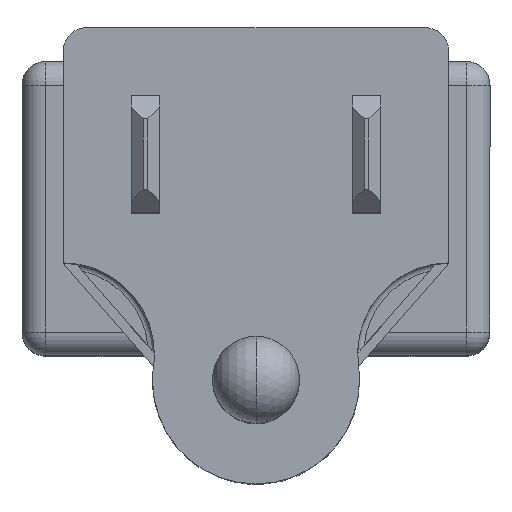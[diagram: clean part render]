
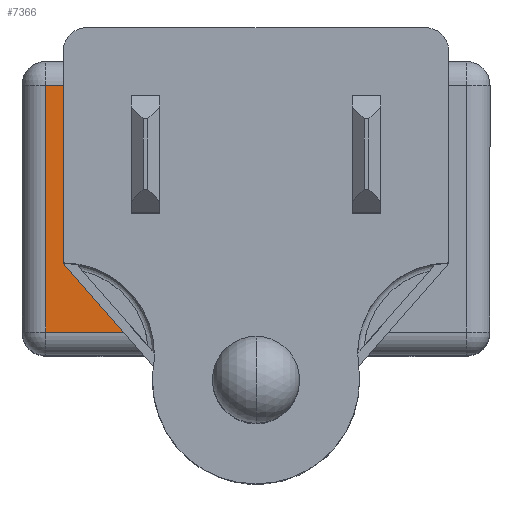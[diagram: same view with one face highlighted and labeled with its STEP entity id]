
A CAD part, top view. The second image highlights one B-rep face of the part: STEP entity #7366.
In plain terms, the highlighted face is planar.
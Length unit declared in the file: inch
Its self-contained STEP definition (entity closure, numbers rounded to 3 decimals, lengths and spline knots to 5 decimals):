
#88 = VERTEX_POINT ( 'NONE', #4997 ) ;
#360 = VERTEX_POINT ( 'NONE', #5495 ) ;
#395 = CARTESIAN_POINT ( 'NONE',  ( -0.4475, -0.2625, -1.52 ) ) ;
#729 = PLANE ( 'NONE',  #8738 ) ;
#780 = CARTESIAN_POINT ( 'NONE',  ( -0.4975, -0.3125, -1.52 ) ) ;
#787 = DIRECTION ( 'NONE',  ( 0., 0., 1. ) ) ;
#855 = EDGE_CURVE ( 'NONE', #6010, #88, #4068, .T. ) ;
#889 = DIRECTION ( 'NONE',  ( 1., 0., 0. ) ) ;
#1315 = ORIENTED_EDGE ( 'NONE', *, *, #855, .T. ) ;
#1418 = DIRECTION ( 'NONE',  ( 1., 0., 0. ) ) ;
#1433 = ORIENTED_EDGE ( 'NONE', *, *, #7524, .T. ) ;
#1534 = CARTESIAN_POINT ( 'NONE',  ( 0., 0.2625, -1.52 ) ) ;
#1538 = CARTESIAN_POINT ( 'NONE',  ( 0.2625, 0., -1.52 ) ) ;
#1829 = DIRECTION ( 'NONE',  ( -1., 0., 0. ) ) ;
#2566 = CARTESIAN_POINT ( 'NONE',  ( 0., 0., -1.52 ) ) ;
#2975 = DIRECTION ( 'NONE',  ( 1., 0., 0. ) ) ;
#4068 = LINE ( 'NONE', #395, #7713 ) ;
#4137 = EDGE_CURVE ( 'NONE', #5821, #88, #7106, .T. ) ;
#4225 = DIRECTION ( 'NONE',  ( 0., 0., -1. ) ) ;
#4309 = EDGE_CURVE ( 'NONE', #5015, #360, #4415, .T. ) ;
#4393 = CIRCLE ( 'NONE', #4928, 0.2625 ) ;
#4415 = LINE ( 'NONE', #4469, #6479 ) ;
#4469 = CARTESIAN_POINT ( 'NONE',  ( 0.4475, 0.2625, -1.52 ) ) ;
#4614 = DIRECTION ( 'NONE',  ( 0., -1., 0. ) ) ;
#4616 = ORIENTED_EDGE ( 'NONE', *, *, #4137, .F. ) ;
#4801 = EDGE_LOOP ( 'NONE', ( #5245, #6342, #1433, #1315, #4616 ) ) ;
#4928 = AXIS2_PLACEMENT_3D ( 'NONE', #2566, #6871, #7329 ) ;
#4980 = CARTESIAN_POINT ( 'NONE',  ( 0.4475, -0.3125, -1.52 ) ) ;
#4997 = CARTESIAN_POINT ( 'NONE',  ( 0., -0.2625, -1.52 ) ) ;
#5015 = VERTEX_POINT ( 'NONE', #1534 ) ;
#5245 = ORIENTED_EDGE ( 'NONE', *, *, #6895, .F. ) ;
#5495 = CARTESIAN_POINT ( 'NONE',  ( 0.4475, 0.2625, -1.52 ) ) ;
#5565 = AXIS2_PLACEMENT_3D ( 'NONE', #7140, #4225, #2975 ) ;
#5821 = VERTEX_POINT ( 'NONE', #1538 ) ;
#6010 = VERTEX_POINT ( 'NONE', #7824 ) ;
#6342 = ORIENTED_EDGE ( 'NONE', *, *, #4309, .T. ) ;
#6479 = VECTOR ( 'NONE', #1418, 39.37008 ) ;
#6852 = LINE ( 'NONE', #4980, #8448 ) ;
#6871 = DIRECTION ( 'NONE',  ( 0., 0., -1. ) ) ;
#6895 = EDGE_CURVE ( 'NONE', #5015, #5821, #4393, .T. ) ;
#7106 = CIRCLE ( 'NONE', #5565, 0.2625 ) ;
#7140 = CARTESIAN_POINT ( 'NONE',  ( 0., 0., -1.52 ) ) ;
#7329 = DIRECTION ( 'NONE',  ( 1., 0., 0. ) ) ;
#7366 = ADVANCED_FACE ( 'NONE', ( #8020 ), #729, .F. ) ;
#7524 = EDGE_CURVE ( 'NONE', #360, #6010, #6852, .T. ) ;
#7713 = VECTOR ( 'NONE', #1829, 39.37008 ) ;
#7824 = CARTESIAN_POINT ( 'NONE',  ( 0.4475, -0.2625, -1.52 ) ) ;
#8020 = FACE_OUTER_BOUND ( 'NONE', #4801, .T. ) ;
#8448 = VECTOR ( 'NONE', #4614, 39.37008 ) ;
#8738 = AXIS2_PLACEMENT_3D ( 'NONE', #780, #787, #889 ) ;
